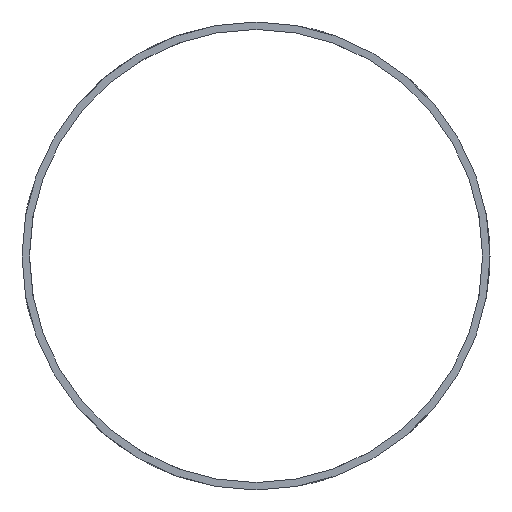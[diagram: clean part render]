
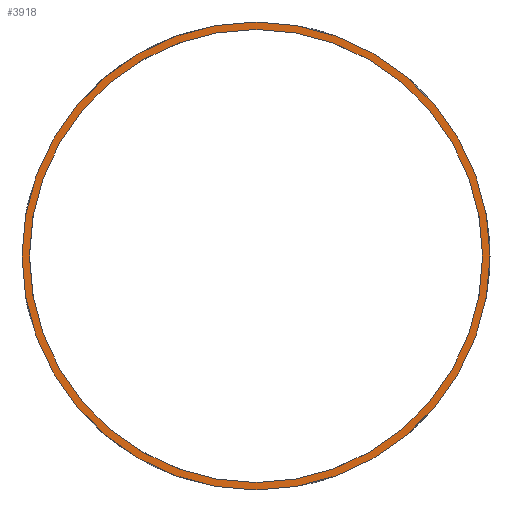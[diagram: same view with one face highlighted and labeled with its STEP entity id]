
A CAD part, left-side view. The second image highlights one B-rep face of the part: STEP entity #3918.
In plain terms, the highlighted planar face has unit normal (-1, 0, 0).
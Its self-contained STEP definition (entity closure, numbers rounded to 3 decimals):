
#193 = CIRCLE ( 'NONE', #1757, 77.47 ) ;
#247 = DIRECTION ( 'NONE',  ( 0., 0., 1. ) ) ;
#400 = EDGE_LOOP ( 'NONE', ( #1429, #782 ) ) ;
#782 = ORIENTED_EDGE ( 'NONE', *, *, #1570, .T. ) ;
#1045 = DIRECTION ( 'NONE',  ( -1., 0., 0. ) ) ;
#1096 = DIRECTION ( 'NONE',  ( 0., 0., 1. ) ) ;
#1395 = DIRECTION ( 'NONE',  ( 0., 0., 1. ) ) ;
#1429 = ORIENTED_EDGE ( 'NONE', *, *, #2902, .T. ) ;
#1454 = EDGE_LOOP ( 'NONE', ( #2257, #2509 ) ) ;
#1477 = CARTESIAN_POINT ( 'NONE',  ( 0., 0., -77.47 ) ) ;
#1490 = VERTEX_POINT ( 'NONE', #1477 ) ;
#1502 = DIRECTION ( 'NONE',  ( 0., 0., 1. ) ) ;
#1570 = EDGE_CURVE ( 'NONE', #1490, #2980, #193, .T. ) ;
#1689 = CARTESIAN_POINT ( 'NONE',  ( 0., 0., 0. ) ) ;
#1715 = CARTESIAN_POINT ( 'NONE',  ( 0., 0., 0. ) ) ;
#1757 = AXIS2_PLACEMENT_3D ( 'NONE', #3979, #2781, #1502 ) ;
#1822 = DIRECTION ( 'NONE',  ( 1., 0., 0. ) ) ;
#1844 = PLANE ( 'NONE',  #3004 ) ;
#1903 = CIRCLE ( 'NONE', #3029, 77.47 ) ;
#1974 = CARTESIAN_POINT ( 'NONE',  ( 0., 0., 77.47 ) ) ;
#2038 = VERTEX_POINT ( 'NONE', #2137 ) ;
#2044 = DIRECTION ( 'NONE',  ( -1., 0., 0. ) ) ;
#2137 = CARTESIAN_POINT ( 'NONE',  ( 0., 0., 75. ) ) ;
#2197 = FACE_OUTER_BOUND ( 'NONE', #400, .T. ) ;
#2241 = FACE_BOUND ( 'NONE', #1454, .T. ) ;
#2257 = ORIENTED_EDGE ( 'NONE', *, *, #2926, .F. ) ;
#2293 = CIRCLE ( 'NONE', #3842, 75. ) ;
#2409 = EDGE_CURVE ( 'NONE', #3711, #2038, #2594, .T. ) ;
#2509 = ORIENTED_EDGE ( 'NONE', *, *, #2409, .F. ) ;
#2594 = CIRCLE ( 'NONE', #2813, 75. ) ;
#2781 = DIRECTION ( 'NONE',  ( -1., 0., 0. ) ) ;
#2789 = CARTESIAN_POINT ( 'NONE',  ( 0., 77.47, 0. ) ) ;
#2813 = AXIS2_PLACEMENT_3D ( 'NONE', #1715, #2044, #1096 ) ;
#2902 = EDGE_CURVE ( 'NONE', #2980, #1490, #1903, .T. ) ;
#2926 = EDGE_CURVE ( 'NONE', #2038, #3711, #2293, .T. ) ;
#2980 = VERTEX_POINT ( 'NONE', #1974 ) ;
#3004 = AXIS2_PLACEMENT_3D ( 'NONE', #2789, #1822, #4000 ) ;
#3029 = AXIS2_PLACEMENT_3D ( 'NONE', #1689, #1045, #1395 ) ;
#3058 = DIRECTION ( 'NONE',  ( -1., 0., 0. ) ) ;
#3375 = CARTESIAN_POINT ( 'NONE',  ( 0., 0., 0. ) ) ;
#3592 = CARTESIAN_POINT ( 'NONE',  ( 0., 0., -75. ) ) ;
#3711 = VERTEX_POINT ( 'NONE', #3592 ) ;
#3842 = AXIS2_PLACEMENT_3D ( 'NONE', #3375, #3058, #247 ) ;
#3918 = ADVANCED_FACE ( 'NONE', ( #2241, #2197 ), #1844, .F. ) ;
#3979 = CARTESIAN_POINT ( 'NONE',  ( 0., 0., 0. ) ) ;
#4000 = DIRECTION ( 'NONE',  ( 0., 0., -1. ) ) ;
